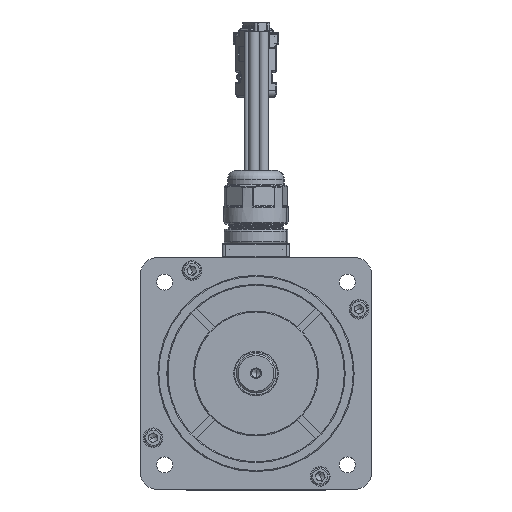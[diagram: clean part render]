
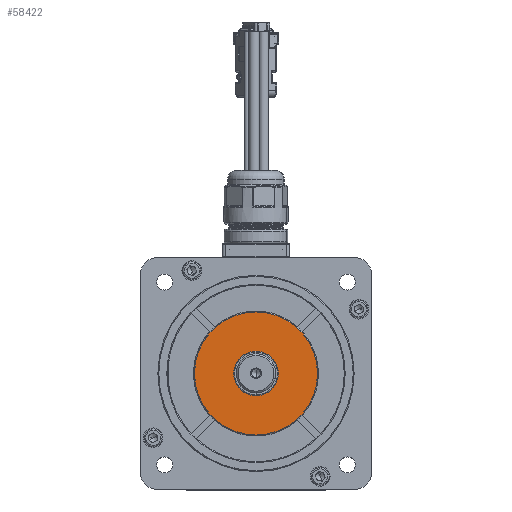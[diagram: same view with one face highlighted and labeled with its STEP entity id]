
A CAD part, top view. The second image highlights one B-rep face of the part: STEP entity #58422.
In plain terms, the highlighted planar face has unit normal (0, 0, 1).
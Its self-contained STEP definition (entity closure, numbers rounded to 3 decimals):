
#780 = AXIS2_PLACEMENT_3D ( 'NONE', #56532, #66375, #1009 ) ;
#1009 = DIRECTION ( 'NONE',  ( 1., 0., 0. ) ) ;
#1679 = DIRECTION ( 'NONE',  ( 1., 0., 0. ) ) ;
#4477 = CARTESIAN_POINT ( 'NONE',  ( 34.5, 0., 19. ) ) ;
#5573 = PLANE ( 'NONE',  #7339 ) ;
#7339 = AXIS2_PLACEMENT_3D ( 'NONE', #27851, #33333, #55661 ) ;
#9514 = EDGE_LOOP ( 'NONE', ( #36930, #11533 ) ) ;
#10071 = CIRCLE ( 'NONE', #780, 34.5 ) ;
#11049 = FACE_OUTER_BOUND ( 'NONE', #9514, .T. ) ;
#11533 = ORIENTED_EDGE ( 'NONE', *, *, #30815, .T. ) ;
#18282 = VERTEX_POINT ( 'NONE', #4477 ) ;
#21863 = CIRCLE ( 'NONE', #35845, 34.5 ) ;
#27851 = CARTESIAN_POINT ( 'NONE',  ( 0., 0., 19. ) ) ;
#28318 = CARTESIAN_POINT ( 'NONE',  ( 0., 0., 19. ) ) ;
#30815 = EDGE_CURVE ( 'NONE', #18282, #63269, #21863, .T. ) ;
#33333 = DIRECTION ( 'NONE',  ( 0., 0., 1. ) ) ;
#35845 = AXIS2_PLACEMENT_3D ( 'NONE', #28318, #50630, #1679 ) ;
#36930 = ORIENTED_EDGE ( 'NONE', *, *, #48942, .T. ) ;
#48942 = EDGE_CURVE ( 'NONE', #63269, #18282, #10071, .T. ) ;
#50630 = DIRECTION ( 'NONE',  ( 0., 0., 1. ) ) ;
#55661 = DIRECTION ( 'NONE',  ( 1., 0., 0. ) ) ;
#56457 = CARTESIAN_POINT ( 'NONE',  ( -34.5, 0., 19. ) ) ;
#56532 = CARTESIAN_POINT ( 'NONE',  ( 0., 0., 19. ) ) ;
#58422 = ADVANCED_FACE ( 'NONE', ( #11049 ), #5573, .T. ) ;
#63269 = VERTEX_POINT ( 'NONE', #56457 ) ;
#66375 = DIRECTION ( 'NONE',  ( 0., 0., 1. ) ) ;
